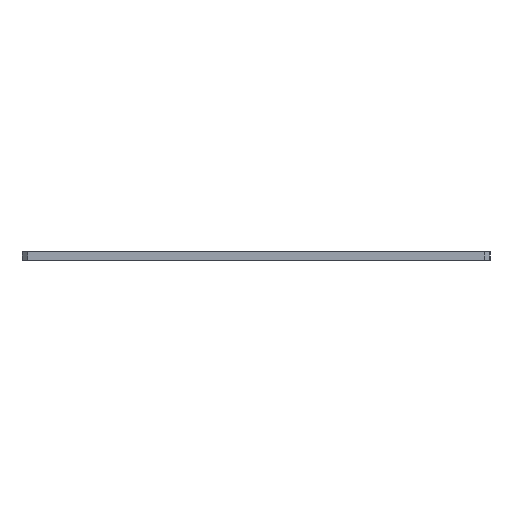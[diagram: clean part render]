
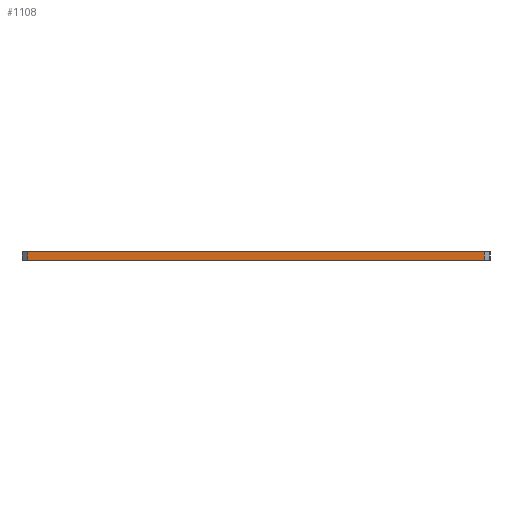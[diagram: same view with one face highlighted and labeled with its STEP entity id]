
A CAD part, left-side view. The second image highlights one B-rep face of the part: STEP entity #1108.
In plain terms, the highlighted planar face has unit normal (-1, 0, 0).
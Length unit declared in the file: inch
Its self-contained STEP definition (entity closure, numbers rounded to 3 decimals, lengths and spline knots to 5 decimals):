
#4 = EDGE_CURVE ( 'NONE', #2607, #2608, #3816, .T. ) ;
#5 = EDGE_CURVE ( 'NONE', #2607, #2627, #3821, .T. ) ;
#7 = EDGE_CURVE ( 'NONE', #2608, #2626, #3826, .T. ) ;
#45 = EDGE_CURVE ( 'NONE', #2627, #2626, #3721, .T. ) ;
#342 = PLANE ( 'NONE',  #4721 ) ;
#343 = CARTESIAN_POINT ( 'NONE',  ( -39.55, -14.9375, -0.1875 ) ) ;
#348 = DIRECTION ( 'NONE',  ( -1., 0., 0. ) ) ;
#349 = DIRECTION ( 'NONE',  ( 0., 0., 1. ) ) ;
#485 = CARTESIAN_POINT ( 'NONE',  ( -39.55, 5.5625, -0.1875 ) ) ;
#486 = CARTESIAN_POINT ( 'NONE',  ( -39.55, -14.9375, -0.1875 ) ) ;
#504 = CARTESIAN_POINT ( 'NONE',  ( -39.55, -14.9375, 0.1875 ) ) ;
#505 = CARTESIAN_POINT ( 'NONE',  ( -39.55, 5.5625, 0.1875 ) ) ;
#880 = ORIENTED_EDGE ( 'NONE', *, *, #7, .T. ) ;
#884 = ORIENTED_EDGE ( 'NONE', *, *, #4, .T. ) ;
#1108 = ADVANCED_FACE ( 'NONE', ( #5791 ), #342, .T. ) ;
#2607 = VERTEX_POINT ( 'NONE', #485 ) ;
#2608 = VERTEX_POINT ( 'NONE', #486 ) ;
#2626 = VERTEX_POINT ( 'NONE', #504 ) ;
#2627 = VERTEX_POINT ( 'NONE', #505 ) ;
#2939 = EDGE_LOOP ( 'NONE', ( #5617, #5616, #884, #880 ) ) ;
#3721 = LINE ( 'NONE', #6567, #3724 ) ;
#3724 = VECTOR ( 'NONE', #6566, 39.37008 ) ;
#3816 = LINE ( 'NONE', #6668, #3827 ) ;
#3821 = LINE ( 'NONE', #6671, #3830 ) ;
#3826 = LINE ( 'NONE', #6666, #3836 ) ;
#3827 = VECTOR ( 'NONE', #6665, 39.37008 ) ;
#3830 = VECTOR ( 'NONE', #6663, 39.37008 ) ;
#3836 = VECTOR ( 'NONE', #6659, 39.37008 ) ;
#4721 = AXIS2_PLACEMENT_3D ( 'NONE', #343, #348, #349 ) ;
#5616 = ORIENTED_EDGE ( 'NONE', *, *, #5, .F. ) ;
#5617 = ORIENTED_EDGE ( 'NONE', *, *, #45, .F. ) ;
#5791 = FACE_OUTER_BOUND ( 'NONE', #2939, .T. ) ;
#6566 = DIRECTION ( 'NONE',  ( 0., -1., 0. ) ) ;
#6567 = CARTESIAN_POINT ( 'NONE',  ( -39.55, -14.9375, 0.1875 ) ) ;
#6659 = DIRECTION ( 'NONE',  ( 0., 0., 1. ) ) ;
#6663 = DIRECTION ( 'NONE',  ( 0., 0., 1. ) ) ;
#6665 = DIRECTION ( 'NONE',  ( 0., -1., 0. ) ) ;
#6666 = CARTESIAN_POINT ( 'NONE',  ( -39.55, -14.9375, -0.1875 ) ) ;
#6668 = CARTESIAN_POINT ( 'NONE',  ( -39.55, -14.9375, -0.1875 ) ) ;
#6671 = CARTESIAN_POINT ( 'NONE',  ( -39.55, 5.5625, -0.1875 ) ) ;
